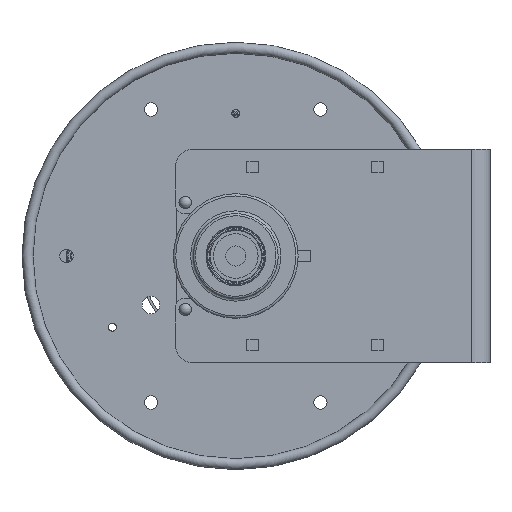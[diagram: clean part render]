
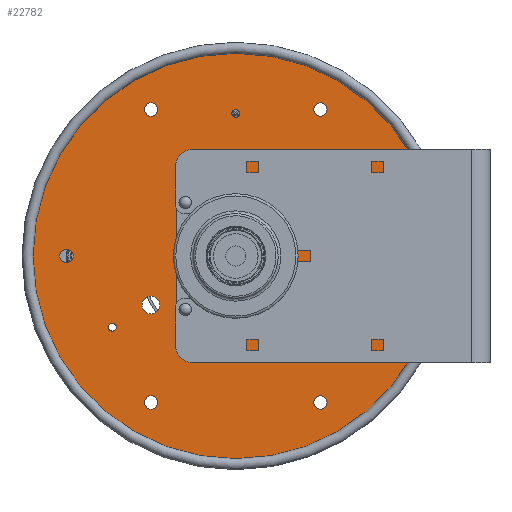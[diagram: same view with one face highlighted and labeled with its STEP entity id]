
A CAD part, left-side view. The second image highlights one B-rep face of the part: STEP entity #22782.
In plain terms, the highlighted planar face has unit normal (-1, 0, 0).
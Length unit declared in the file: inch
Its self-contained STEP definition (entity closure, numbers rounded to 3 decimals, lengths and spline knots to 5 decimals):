
#5698=FACE_BOUND('',#6979,.T.);
#5699=FACE_BOUND('',#6980,.T.);
#5700=FACE_BOUND('',#6981,.T.);
#5701=FACE_BOUND('',#6982,.T.);
#5702=FACE_BOUND('',#6983,.T.);
#5703=FACE_BOUND('',#6984,.T.);
#5704=FACE_BOUND('',#6985,.T.);
#5705=FACE_BOUND('',#6986,.T.);
#5706=FACE_BOUND('',#6987,.T.);
#5707=FACE_BOUND('',#6988,.T.);
#5708=FACE_BOUND('',#6989,.T.);
#5709=FACE_BOUND('',#6990,.T.);
#5710=FACE_BOUND('',#6991,.T.);
#5856=FACE_OUTER_BOUND('',#6978,.T.);
#6978=EDGE_LOOP('',(#15240));
#6979=EDGE_LOOP('',(#15241));
#6980=EDGE_LOOP('',(#15242));
#6981=EDGE_LOOP('',(#15243));
#6982=EDGE_LOOP('',(#15244));
#6983=EDGE_LOOP('',(#15245));
#6984=EDGE_LOOP('',(#15246));
#6985=EDGE_LOOP('',(#15247));
#6986=EDGE_LOOP('',(#15248));
#6987=EDGE_LOOP('',(#15249));
#6988=EDGE_LOOP('',(#15250));
#6989=EDGE_LOOP('',(#15251));
#6990=EDGE_LOOP('',(#15252));
#6991=EDGE_LOOP('',(#15253));
#8227=CIRCLE('',#24022,0.25);
#8228=CIRCLE('',#24024,0.25);
#8229=CIRCLE('',#24026,0.25);
#8230=CIRCLE('',#24028,0.1095);
#8231=CIRCLE('',#24030,0.1875);
#8232=CIRCLE('',#24032,0.1875);
#8233=CIRCLE('',#24034,0.1875);
#8234=CIRCLE('',#24036,0.1875);
#8235=CIRCLE('',#24038,0.1875);
#8236=CIRCLE('',#24040,0.1095);
#8237=CIRCLE('',#24042,0.1095);
#8238=CIRCLE('',#24044,5.845);
#8239=CIRCLE('',#24045,0.825);
#8240=CIRCLE('',#24046,0.1875);
#8899=VERTEX_POINT('',#30379);
#8900=VERTEX_POINT('',#30383);
#8901=VERTEX_POINT('',#30387);
#8902=VERTEX_POINT('',#30391);
#8903=VERTEX_POINT('',#30395);
#8904=VERTEX_POINT('',#30399);
#8905=VERTEX_POINT('',#30403);
#8906=VERTEX_POINT('',#30407);
#8907=VERTEX_POINT('',#30411);
#8908=VERTEX_POINT('',#30415);
#8909=VERTEX_POINT('',#30419);
#8910=VERTEX_POINT('',#30423);
#8911=VERTEX_POINT('',#30425);
#8912=VERTEX_POINT('',#30427);
#11454=EDGE_CURVE('',#8899,#8899,#8227,.T.);
#11456=EDGE_CURVE('',#8900,#8900,#8228,.T.);
#11458=EDGE_CURVE('',#8901,#8901,#8229,.T.);
#11460=EDGE_CURVE('',#8902,#8902,#8230,.T.);
#11461=EDGE_CURVE('',#8903,#8903,#8231,.T.);
#11463=EDGE_CURVE('',#8904,#8904,#8232,.T.);
#11465=EDGE_CURVE('',#8905,#8905,#8233,.T.);
#11467=EDGE_CURVE('',#8906,#8906,#8234,.T.);
#11469=EDGE_CURVE('',#8907,#8907,#8235,.T.);
#11472=EDGE_CURVE('',#8908,#8908,#8236,.T.);
#11474=EDGE_CURVE('',#8909,#8909,#8237,.T.);
#11475=EDGE_CURVE('',#8910,#8910,#8238,.T.);
#11476=EDGE_CURVE('',#8911,#8911,#8239,.T.);
#11477=EDGE_CURVE('',#8912,#8912,#8240,.T.);
#15240=ORIENTED_EDGE('',*,*,#11475,.F.);
#15241=ORIENTED_EDGE('',*,*,#11476,.T.);
#15242=ORIENTED_EDGE('',*,*,#11454,.T.);
#15243=ORIENTED_EDGE('',*,*,#11456,.T.);
#15244=ORIENTED_EDGE('',*,*,#11458,.T.);
#15245=ORIENTED_EDGE('',*,*,#11460,.T.);
#15246=ORIENTED_EDGE('',*,*,#11461,.T.);
#15247=ORIENTED_EDGE('',*,*,#11463,.T.);
#15248=ORIENTED_EDGE('',*,*,#11465,.T.);
#15249=ORIENTED_EDGE('',*,*,#11467,.T.);
#15250=ORIENTED_EDGE('',*,*,#11477,.T.);
#15251=ORIENTED_EDGE('',*,*,#11469,.T.);
#15252=ORIENTED_EDGE('',*,*,#11472,.T.);
#15253=ORIENTED_EDGE('',*,*,#11474,.T.);
#21247=PLANE('',#24043);
#22782=ADVANCED_FACE('',(#5856,#5698,#5699,#5700,#5701,#5702,#5703,#5704,
#5705,#5706,#5707,#5708,#5709,#5710),#21247,.T.);
#24022=AXIS2_PLACEMENT_3D('',#30381,#25546,#25547);
#24024=AXIS2_PLACEMENT_3D('',#30385,#25551,#25552);
#24026=AXIS2_PLACEMENT_3D('',#30389,#25556,#25557);
#24028=AXIS2_PLACEMENT_3D('',#30393,#25561,#25562);
#24030=AXIS2_PLACEMENT_3D('',#30396,#25565,#25566);
#24032=AXIS2_PLACEMENT_3D('',#30400,#25570,#25571);
#24034=AXIS2_PLACEMENT_3D('',#30404,#25575,#25576);
#24036=AXIS2_PLACEMENT_3D('',#30408,#25580,#25581);
#24038=AXIS2_PLACEMENT_3D('',#30412,#25585,#25586);
#24040=AXIS2_PLACEMENT_3D('',#30417,#25591,#25592);
#24042=AXIS2_PLACEMENT_3D('',#30421,#25596,#25597);
#24043=AXIS2_PLACEMENT_3D('',#30422,#25598,#25599);
#24044=AXIS2_PLACEMENT_3D('',#30424,#25600,#25601);
#24045=AXIS2_PLACEMENT_3D('',#30426,#25602,#25603);
#24046=AXIS2_PLACEMENT_3D('',#30428,#25604,#25605);
#25546=DIRECTION('center_axis',(1.,0.,0.));
#25547=DIRECTION('ref_axis',(0.,1.,0.));
#25551=DIRECTION('center_axis',(1.,0.,0.));
#25552=DIRECTION('ref_axis',(0.,1.,0.));
#25556=DIRECTION('center_axis',(1.,0.,0.));
#25557=DIRECTION('ref_axis',(0.,1.,0.));
#25561=DIRECTION('center_axis',(1.,0.,0.));
#25562=DIRECTION('ref_axis',(0.,1.,0.));
#25565=DIRECTION('center_axis',(1.,0.,0.));
#25566=DIRECTION('ref_axis',(0.,-1.,0.));
#25570=DIRECTION('center_axis',(1.,0.,0.));
#25571=DIRECTION('ref_axis',(0.,-0.5,0.866));
#25575=DIRECTION('center_axis',(1.,0.,0.));
#25576=DIRECTION('ref_axis',(0.,0.5,0.866));
#25580=DIRECTION('center_axis',(1.,0.,0.));
#25581=DIRECTION('ref_axis',(0.,1.,0.));
#25585=DIRECTION('center_axis',(1.,0.,0.));
#25586=DIRECTION('ref_axis',(0.,-0.5,-0.866));
#25591=DIRECTION('center_axis',(1.,0.,0.));
#25592=DIRECTION('ref_axis',(0.,-0.5,-0.866));
#25596=DIRECTION('center_axis',(1.,0.,0.));
#25597=DIRECTION('ref_axis',(0.,-0.5,0.866));
#25598=DIRECTION('center_axis',(-1.,0.,0.));
#25599=DIRECTION('ref_axis',(0.,0.,
1.));
#25600=DIRECTION('center_axis',(1.,0.,0.));
#25601=DIRECTION('ref_axis',(0.,1.,0.));
#25602=DIRECTION('center_axis',(1.,0.,0.));
#25603=DIRECTION('ref_axis',(0.,-1.,0.));
#25604=DIRECTION('center_axis',(1.,0.,0.));
#25605=DIRECTION('ref_axis',(0.,0.5,-0.866));
#30379=CARTESIAN_POINT('',(-2.2019,9.13207,-1.375));
#30381=CARTESIAN_POINT('Origin',(-2.2019,9.38207,-1.375));
#30383=CARTESIAN_POINT('',(-2.2019,6.7505,2.75));
#30385=CARTESIAN_POINT('Origin',(-2.2019,7.0005,2.75));
#30387=CARTESIAN_POINT('',(-2.2019,4.36893,-1.375));
#30389=CARTESIAN_POINT('Origin',(-2.2019,4.61893,-1.375));
#30391=CARTESIAN_POINT('',(-2.2019,6.891,4.));
#30393=CARTESIAN_POINT('Origin',(-2.2019,7.0005,4.));
#30395=CARTESIAN_POINT('',(-2.2019,9.563,4.11362));
#30396=CARTESIAN_POINT('Origin',(-2.2019,9.3755,4.11362));
#30399=CARTESIAN_POINT('',(-2.2019,11.84425,-0.16238));
#30400=CARTESIAN_POINT('Origin',(-2.2019,11.7505,0.));
#30403=CARTESIAN_POINT('',(-2.2019,9.28175,-4.276));
#30404=CARTESIAN_POINT('Origin',(-2.2019,9.3755,-4.11362));
#30407=CARTESIAN_POINT('',(-2.2019,4.438,-4.11362));
#30408=CARTESIAN_POINT('Origin',(-2.2019,4.6255,-4.11362));
#30411=CARTESIAN_POINT('',(-2.2019,4.71925,4.276));
#30412=CARTESIAN_POINT('Origin',(-2.2019,4.6255,4.11362));
#30415=CARTESIAN_POINT('',(-2.2019,10.51935,-1.90517));
#30417=CARTESIAN_POINT('Origin',(-2.2019,10.4646,-2.));
#30419=CARTESIAN_POINT('',(-2.2019,3.59115,-2.09483));
#30421=CARTESIAN_POINT('Origin',(-2.2019,3.5364,-2.));
#30422=CARTESIAN_POINT('Origin',(-2.2019,9.923,0.));
#30423=CARTESIAN_POINT('',(-2.2019,12.8455,0.));
#30424=CARTESIAN_POINT('Origin',(-2.2019,7.0005,0.));
#30425=CARTESIAN_POINT('',(-2.2019,7.8255,0.));
#30426=CARTESIAN_POINT('Origin',(-2.2019,7.0005,0.));
#30427=CARTESIAN_POINT('',(-2.2019,2.15675,0.16238));
#30428=CARTESIAN_POINT('Origin',(-2.2019,2.2505,0.));
